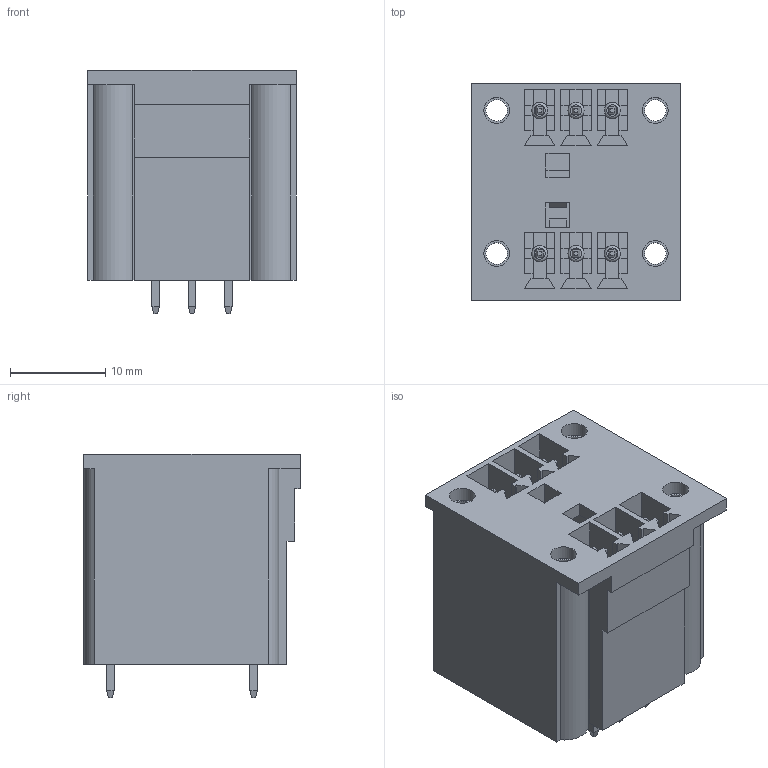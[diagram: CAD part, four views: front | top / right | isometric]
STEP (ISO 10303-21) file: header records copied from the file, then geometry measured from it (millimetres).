
FILE_DESCRIPTION( ( 'Unknown' ), '1' );
FILE_NAME( '691330300006.stp', 'Unknown', ( 'Unknown' ), ( 'Unknown' ), 'PSStep 14.0', 'Unknown', ' ' );
FILE_SCHEMA( ( 'AUTOMOTIVE_DESIGN { 1 0 10303 214 1 1 1 1 }' ) );
Length unit declared in the file: millimetre
Products named in the file (5): Assem1; 6913293000xx_PIN; 6913293000xx_INSERT; 691329300006; 691329300006_CAPOT
Assembly tree (12 placements, depth 2):
  Assem1
    6913293000xx_PIN  x6
    6913293000xx_INSERT  x4
    691329300006
    691329300006_CAPOT
Bounding box: 21.82 x 22.7 x 25.5 mm (x, y, z)
Volume: 4223.8 mm3; surface area: 10291.9 mm2
Topology: 12 solids, 12 shells, 598 faces, 1574 edges, 1006 vertices
Faces by surface type: plane 566, cylinder 18, torus 14
Full cylindrical faces by diameter (mm): 1.68 x6, 2.25 x4, 2.7 x4
Entity records: 19564 total; most frequent: CARTESIAN_POINT 2962, ORIENTED_EDGE 2664, DIRECTION 2392, EDGE_CURVE 1332, LINE 1264, VECTOR 1264, VERTEX_POINT 870, AXIS2_PLACEMENT_3D 564
